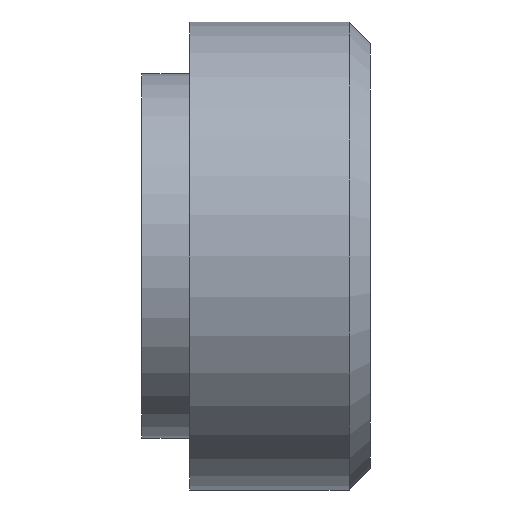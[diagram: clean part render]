
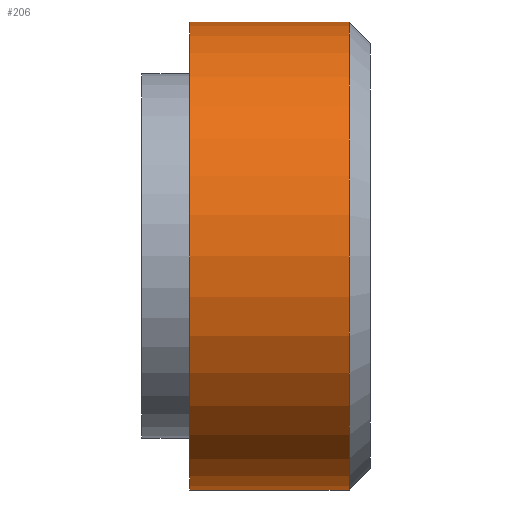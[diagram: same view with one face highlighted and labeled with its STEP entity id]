
A CAD part, front view. The second image highlights one B-rep face of the part: STEP entity #206.
In plain terms, the highlighted cylindrical face has radius 5.588 mm (diameter 11.176 mm), a full revolution.
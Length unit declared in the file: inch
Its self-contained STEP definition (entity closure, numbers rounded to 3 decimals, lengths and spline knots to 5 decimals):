
#124=CARTESIAN_POINT('',(0.0,0.22,0.0));
#125=VERTEX_POINT('',#124);
#126=CARTESIAN_POINT('',(0.0,0.0,0.0));
#127=DIRECTION('',(1.0,0.0,0.0));
#128=DIRECTION('',(0.0,1.0,0.0));
#129=AXIS2_PLACEMENT_3D('',#126,#127,#128);
#130=CIRCLE('',#129,0.22);
#131=EDGE_CURVE('',#125,#125,#130,.T.);
#187=CARTESIAN_POINT('',(0.1175,0.0,0.0));
#188=DIRECTION('',(1.0,0.0,0.0));
#189=DIRECTION('',(0.0,1.0,0.0));
#190=AXIS2_PLACEMENT_3D('',#187,#188,#189);
#191=CYLINDRICAL_SURFACE('',#190,0.22);
#192=ORIENTED_EDGE('',*,*,#131,.T.);
#193=EDGE_LOOP('',(#192));
#194=FACE_OUTER_BOUND('',#193,.T.);
#195=CARTESIAN_POINT('',(0.15,0.22,0.0));
#196=VERTEX_POINT('',#195);
#197=CARTESIAN_POINT('',(0.15,0.0,0.0));
#198=DIRECTION('',(1.0,0.0,0.0));
#199=DIRECTION('',(0.0,1.0,0.0));
#200=AXIS2_PLACEMENT_3D('',#197,#198,#199);
#201=CIRCLE('',#200,0.22);
#202=EDGE_CURVE('',#196,#196,#201,.T.);
#203=ORIENTED_EDGE('',*,*,#202,.F.);
#204=EDGE_LOOP('',(#203));
#205=FACE_BOUND('',#204,.T.);
#206=ADVANCED_FACE('',(#194,#205),#191,.T.);
